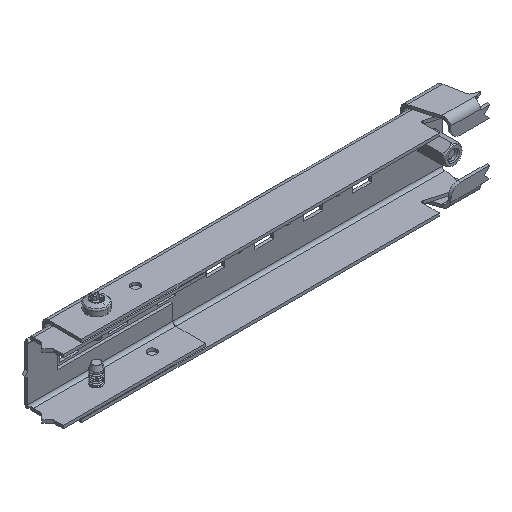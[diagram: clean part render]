
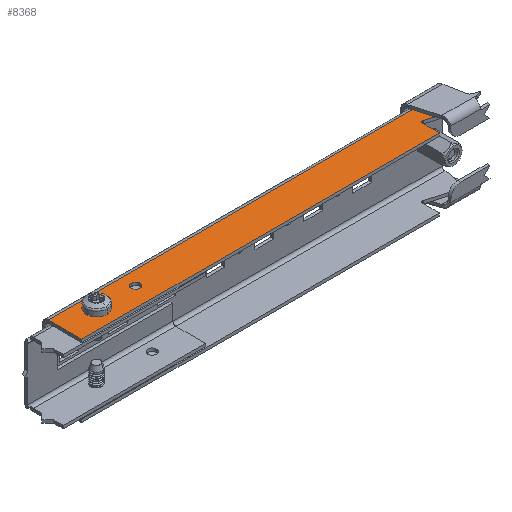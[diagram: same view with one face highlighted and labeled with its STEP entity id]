
A CAD part, isometric view. The second image highlights one B-rep face of the part: STEP entity #8368.
In plain terms, the highlighted planar face has unit normal (0, 0, 1).
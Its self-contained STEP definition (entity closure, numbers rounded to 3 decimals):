
#198 = EDGE_CURVE ( 'NONE', #15254, #4080, #12967, .T. ) ;
#200 = VERTEX_POINT ( 'NONE', #4354 ) ;
#444 = EDGE_CURVE ( 'NONE', #13345, #10891, #4673, .T. ) ;
#777 = CARTESIAN_POINT ( 'NONE',  ( 81.5, -11.482, 18.484 ) ) ;
#805 = DIRECTION ( 'NONE',  ( 0., -1., 0. ) ) ;
#885 = AXIS2_PLACEMENT_3D ( 'NONE', #1729, #1885, #5477 ) ;
#1036 = VERTEX_POINT ( 'NONE', #14721 ) ;
#1082 = VECTOR ( 'NONE', #7440, 1000. ) ;
#1087 = DIRECTION ( 'NONE',  ( 0., -1., 0. ) ) ;
#1098 = EDGE_LOOP ( 'NONE', ( #5890, #15193 ) ) ;
#1121 = DIRECTION ( 'NONE',  ( 0., -1., 0. ) ) ;
#1426 = VERTEX_POINT ( 'NONE', #8592 ) ;
#1444 = VERTEX_POINT ( 'NONE', #1549 ) ;
#1515 = VERTEX_POINT ( 'NONE', #12310 ) ;
#1549 = CARTESIAN_POINT ( 'NONE',  ( -84., -7.874, 18.484 ) ) ;
#1555 = LINE ( 'NONE', #13476, #13284 ) ;
#1729 = CARTESIAN_POINT ( 'NONE',  ( 0., 15.676, 18.484 ) ) ;
#1774 = DIRECTION ( 'NONE',  ( 0., 1., 0. ) ) ;
#1788 = EDGE_CURVE ( 'NONE', #15205, #13345, #5494, .T. ) ;
#1885 = DIRECTION ( 'NONE',  ( 0., 0., 1. ) ) ;
#1895 = VERTEX_POINT ( 'NONE', #5421 ) ;
#1929 = DIRECTION ( 'NONE',  ( 0., 0., 1. ) ) ;
#1963 = FACE_BOUND ( 'NONE', #2768, .T. ) ;
#2172 = VECTOR ( 'NONE', #9018, 1000. ) ;
#2238 = CARTESIAN_POINT ( 'NONE',  ( -101.5, -20.124, 18.484 ) ) ;
#2279 = CARTESIAN_POINT ( 'NONE',  ( -84., -10.124, 18.484 ) ) ;
#2397 = CIRCLE ( 'NONE', #10129, 2.25 ) ;
#2522 = ORIENTED_EDGE ( 'NONE', *, *, #8775, .F. ) ;
#2768 = EDGE_LOOP ( 'NONE', ( #14103, #3874 ) ) ;
#2991 = DIRECTION ( 'NONE',  ( 0., 1., 0. ) ) ;
#3226 = LINE ( 'NONE', #11561, #11375 ) ;
#3284 = ORIENTED_EDGE ( 'NONE', *, *, #12969, .F. ) ;
#3551 = VERTEX_POINT ( 'NONE', #9221 ) ;
#3610 = CARTESIAN_POINT ( 'NONE',  ( 101.5, -20.124, 18.484 ) ) ;
#3638 = DIRECTION ( 'NONE',  ( 0., -1., 0. ) ) ;
#3874 = ORIENTED_EDGE ( 'NONE', *, *, #14923, .F. ) ;
#3917 = CARTESIAN_POINT ( 'NONE',  ( 82.776, -10.521, 18.484 ) ) ;
#3962 = VECTOR ( 'NONE', #5794, 1000. ) ;
#4080 = VERTEX_POINT ( 'NONE', #777 ) ;
#4087 = FACE_BOUND ( 'NONE', #1098, .T. ) ;
#4227 = DIRECTION ( 'NONE',  ( 0., 1., 0. ) ) ;
#4270 = CIRCLE ( 'NONE', #6254, 2.25 ) ;
#4284 = DIRECTION ( 'NONE',  ( 0., -1., 0. ) ) ;
#4351 = CARTESIAN_POINT ( 'NONE',  ( -101.5, -3., 18.484 ) ) ;
#4354 = CARTESIAN_POINT ( 'NONE',  ( 97.624, -14.779, 18.484 ) ) ;
#4673 = LINE ( 'NONE', #2238, #5479 ) ;
#5087 = ORIENTED_EDGE ( 'NONE', *, *, #6056, .F. ) ;
#5168 = CARTESIAN_POINT ( 'NONE',  ( 98.851, -14.126, 18.484 ) ) ;
#5295 = CARTESIAN_POINT ( 'NONE',  ( -84., -10.124, 18.484 ) ) ;
#5395 = CARTESIAN_POINT ( 'NONE',  ( 97.9, -13.817, 18.484 ) ) ;
#5414 = CARTESIAN_POINT ( 'NONE',  ( 82.776, -10.521, 18.484 ) ) ;
#5421 = CARTESIAN_POINT ( 'NONE',  ( -84., -12.374, 18.484 ) ) ;
#5462 = AXIS2_PLACEMENT_3D ( 'NONE', #6721, #13713, #14794 ) ;
#5477 = DIRECTION ( 'NONE',  ( 0., -1., 0. ) ) ;
#5479 = VECTOR ( 'NONE', #1087, 1000. ) ;
#5494 = LINE ( 'NONE', #14823, #2172 ) ;
#5794 = DIRECTION ( 'NONE',  ( 1., 0., 0. ) ) ;
#5890 = ORIENTED_EDGE ( 'NONE', *, *, #12945, .F. ) ;
#6056 = EDGE_CURVE ( 'NONE', #3551, #1036, #11953, .T. ) ;
#6097 = VERTEX_POINT ( 'NONE', #12184 ) ;
#6254 = AXIS2_PLACEMENT_3D ( 'NONE', #5295, #12697, #4284 ) ;
#6313 = DIRECTION ( 'NONE',  ( 0., -1., 0. ) ) ;
#6646 = DIRECTION ( 'NONE',  ( 0., 0., -1. ) ) ;
#6721 = CARTESIAN_POINT ( 'NONE',  ( 97.9, -13.817, 18.484 ) ) ;
#6905 = AXIS2_PLACEMENT_3D ( 'NONE', #11473, #14643, #805 ) ;
#7295 = VERTEX_POINT ( 'NONE', #9314 ) ;
#7428 = EDGE_CURVE ( 'NONE', #4080, #6097, #1555, .T. ) ;
#7440 = DIRECTION ( 'NONE',  ( -0.309, -0.951, 0. ) ) ;
#7691 = EDGE_CURVE ( 'NONE', #7295, #1515, #14776, .T. ) ;
#7717 = CARTESIAN_POINT ( 'NONE',  ( 82.5, -11.482, 18.484 ) ) ;
#7751 = PLANE ( 'NONE',  #885 ) ;
#8013 = ORIENTED_EDGE ( 'NONE', *, *, #7428, .F. ) ;
#8116 = VECTOR ( 'NONE', #14255, 1000. ) ;
#8301 = LINE ( 'NONE', #3610, #3962 ) ;
#8368 = ADVANCED_FACE ( 'NONE', ( #4087, #1963, #10093 ), #7751, .T. ) ;
#8592 = CARTESIAN_POINT ( 'NONE',  ( 97.9, -14.817, 18.484 ) ) ;
#8775 = EDGE_CURVE ( 'NONE', #200, #15254, #9543, .T. ) ;
#8863 = EDGE_LOOP ( 'NONE', ( #12831, #12082, #14006, #12899, #8013, #10233, #2522, #3284, #13072, #5087 ) ) ;
#9018 = DIRECTION ( 'NONE',  ( -1., 0., 0. ) ) ;
#9221 = CARTESIAN_POINT ( 'NONE',  ( 101.5, -5.974, 18.484 ) ) ;
#9314 = CARTESIAN_POINT ( 'NONE',  ( -64., -7.874, 18.484 ) ) ;
#9543 = LINE ( 'NONE', #3917, #8116 ) ;
#9874 = CARTESIAN_POINT ( 'NONE',  ( 101.5, -3., 18.484 ) ) ;
#9884 = CIRCLE ( 'NONE', #6905, 2.25 ) ;
#10093 = FACE_OUTER_BOUND ( 'NONE', #8863, .T. ) ;
#10129 = AXIS2_PLACEMENT_3D ( 'NONE', #2279, #11798, #1121 ) ;
#10233 = ORIENTED_EDGE ( 'NONE', *, *, #198, .F. ) ;
#10507 = DIRECTION ( 'NONE',  ( 0., 0., 1. ) ) ;
#10891 = VERTEX_POINT ( 'NONE', #11008 ) ;
#11008 = CARTESIAN_POINT ( 'NONE',  ( -101.5, -20.124, 18.484 ) ) ;
#11059 = AXIS2_PLACEMENT_3D ( 'NONE', #15307, #10507, #3638 ) ;
#11375 = VECTOR ( 'NONE', #2991, 1000. ) ;
#11473 = CARTESIAN_POINT ( 'NONE',  ( -64., -10.124, 18.484 ) ) ;
#11561 = CARTESIAN_POINT ( 'NONE',  ( 101.5, -20.124, 18.484 ) ) ;
#11717 = AXIS2_PLACEMENT_3D ( 'NONE', #7717, #1929, #1774 ) ;
#11798 = DIRECTION ( 'NONE',  ( 0., 0., 1. ) ) ;
#11863 = CIRCLE ( 'NONE', #12874, 1. ) ;
#11953 = LINE ( 'NONE', #5168, #1082 ) ;
#12082 = ORIENTED_EDGE ( 'NONE', *, *, #1788, .T. ) ;
#12184 = CARTESIAN_POINT ( 'NONE',  ( 81.5, -20.124, 18.484 ) ) ;
#12310 = CARTESIAN_POINT ( 'NONE',  ( -64., -12.374, 18.484 ) ) ;
#12697 = DIRECTION ( 'NONE',  ( 0., 0., 1. ) ) ;
#12831 = ORIENTED_EDGE ( 'NONE', *, *, #13796, .T. ) ;
#12846 = EDGE_CURVE ( 'NONE', #1895, #1444, #2397, .T. ) ;
#12874 = AXIS2_PLACEMENT_3D ( 'NONE', #5395, #6646, #4227 ) ;
#12899 = ORIENTED_EDGE ( 'NONE', *, *, #14056, .T. ) ;
#12945 = EDGE_CURVE ( 'NONE', #1515, #7295, #9884, .T. ) ;
#12967 = CIRCLE ( 'NONE', #11717, 1. ) ;
#12969 = EDGE_CURVE ( 'NONE', #1426, #200, #11863, .T. ) ;
#13072 = ORIENTED_EDGE ( 'NONE', *, *, #14357, .F. ) ;
#13284 = VECTOR ( 'NONE', #6313, 1000. ) ;
#13345 = VERTEX_POINT ( 'NONE', #4351 ) ;
#13476 = CARTESIAN_POINT ( 'NONE',  ( 81.5, -20.124, 18.484 ) ) ;
#13713 = DIRECTION ( 'NONE',  ( 0., 0., -1. ) ) ;
#13796 = EDGE_CURVE ( 'NONE', #3551, #15205, #3226, .T. ) ;
#14006 = ORIENTED_EDGE ( 'NONE', *, *, #444, .T. ) ;
#14056 = EDGE_CURVE ( 'NONE', #10891, #6097, #8301, .T. ) ;
#14103 = ORIENTED_EDGE ( 'NONE', *, *, #12846, .F. ) ;
#14255 = DIRECTION ( 'NONE',  ( -0.961, 0.276, 0. ) ) ;
#14357 = EDGE_CURVE ( 'NONE', #1036, #1426, #15155, .T. ) ;
#14643 = DIRECTION ( 'NONE',  ( 0., 0., 1. ) ) ;
#14721 = CARTESIAN_POINT ( 'NONE',  ( 98.851, -14.126, 18.484 ) ) ;
#14776 = CIRCLE ( 'NONE', #11059, 2.25 ) ;
#14794 = DIRECTION ( 'NONE',  ( 0., 1., 0. ) ) ;
#14823 = CARTESIAN_POINT ( 'NONE',  ( 0., -3., 18.484 ) ) ;
#14923 = EDGE_CURVE ( 'NONE', #1444, #1895, #4270, .T. ) ;
#15155 = CIRCLE ( 'NONE', #5462, 1. ) ;
#15193 = ORIENTED_EDGE ( 'NONE', *, *, #7691, .F. ) ;
#15205 = VERTEX_POINT ( 'NONE', #9874 ) ;
#15254 = VERTEX_POINT ( 'NONE', #5414 ) ;
#15307 = CARTESIAN_POINT ( 'NONE',  ( -64., -10.124, 18.484 ) ) ;
